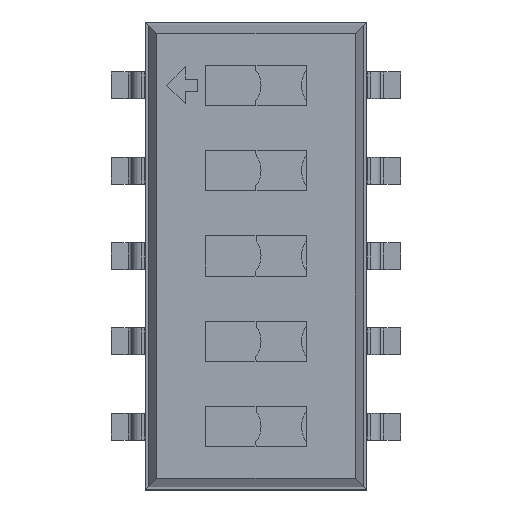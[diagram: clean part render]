
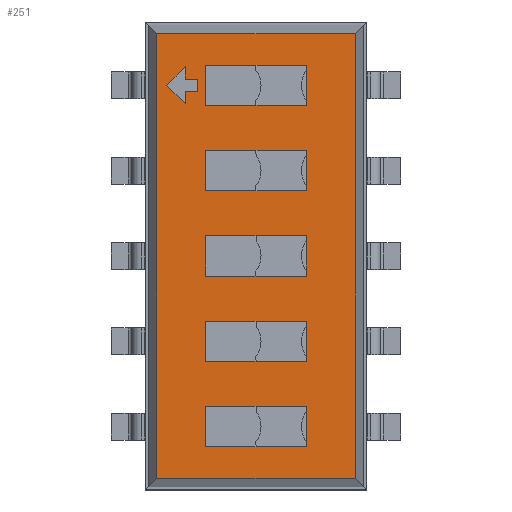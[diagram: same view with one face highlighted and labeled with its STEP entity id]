
A CAD part, top view. The second image highlights one B-rep face of the part: STEP entity #251.
In plain terms, the highlighted planar face has unit normal (0, 0, 1).
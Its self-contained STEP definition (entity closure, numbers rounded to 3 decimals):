
#26=VECTOR('',#27,1.);
#27=DIRECTION('',(0.,1.,0.));
#50=VECTOR('',#51,1.);
#51=DIRECTION('',(-1.,0.,0.));
#57=VECTOR('',#58,1.);
#58=DIRECTION('',(0.,-1.,0.));
#62=VECTOR('',#63,1.);
#63=DIRECTION('',(1.,0.,0.));
#66=DIRECTION('',(0.,0.,-1.));
#201=VERTEX_POINT('',#202);
#202=CARTESIAN_POINT('',(2.956,6.621,2.6));
#204=ORIENTED_EDGE('',*,*,#205,.F.);
#205=EDGE_CURVE('',#206,#201,#208,.T.);
#206=VERTEX_POINT('',#207);
#207=CARTESIAN_POINT('',(2.956,-6.621,2.6));
#208=LINE('',#207,#26);
#243=VERTEX_POINT('',#244);
#244=CARTESIAN_POINT('',(-2.956,6.621,2.6));
#246=ORIENTED_EDGE('',*,*,#247,.F.);
#247=EDGE_CURVE('',#201,#243,#248,.T.);
#248=LINE('',#202,#50);
#251=ADVANCED_FACE('',(#252,#262,#309,#347,#385,#423,#461),#499,.F.);
#252=FACE_BOUND('',#253,.F.);
#253=EDGE_LOOP('',(#204,#254,#259,#246));
#254=ORIENTED_EDGE('',*,*,#255,.F.);
#255=EDGE_CURVE('',#256,#206,#258,.T.);
#256=VERTEX_POINT('',#257);
#257=CARTESIAN_POINT('',(-2.956,-6.621,2.6));
#258=LINE('',#257,#62);
#259=ORIENTED_EDGE('',*,*,#260,.F.);
#260=EDGE_CURVE('',#243,#256,#261,.T.);
#261=LINE('',#244,#57);
#262=FACE_BOUND('',#263,.F.);
#263=EDGE_LOOP('',(#264,#273,#280,#287,#294,#299,#306));
#264=ORIENTED_EDGE('',*,*,#265,.T.);
#265=EDGE_CURVE('',#266,#268,#270,.T.);
#266=VERTEX_POINT('',#267);
#267=CARTESIAN_POINT('',(-2.106,5.63,2.6));
#268=VERTEX_POINT('',#269);
#269=CARTESIAN_POINT('',(-2.656,5.08,2.6));
#270=LINE('',#267,#271);
#271=VECTOR('',#272,1.);
#272=DIRECTION('',(-0.707,-0.707,0.));
#273=ORIENTED_EDGE('',*,*,#274,.T.);
#274=EDGE_CURVE('',#268,#275,#277,.T.);
#275=VERTEX_POINT('',#276);
#276=CARTESIAN_POINT('',(-2.106,4.53,2.6));
#277=LINE('',#269,#278);
#278=VECTOR('',#279,1.);
#279=DIRECTION('',(0.707,-0.707,0.));
#280=ORIENTED_EDGE('',*,*,#281,.T.);
#281=EDGE_CURVE('',#275,#282,#284,.T.);
#282=VERTEX_POINT('',#283);
#283=CARTESIAN_POINT('',(-2.106,4.897,2.6));
#284=LINE('',#276,#285);
#285=VECTOR('',#286,1.);
#286=DIRECTION('',(0.,1.,0.));
#287=ORIENTED_EDGE('',*,*,#288,.T.);
#288=EDGE_CURVE('',#282,#289,#291,.T.);
#289=VERTEX_POINT('',#290);
#290=CARTESIAN_POINT('',(-1.739,4.897,2.6));
#291=LINE('',#283,#292);
#292=VECTOR('',#293,1.);
#293=DIRECTION('',(1.,0.,0.));
#294=ORIENTED_EDGE('',*,*,#295,.T.);
#295=EDGE_CURVE('',#289,#296,#298,.T.);
#296=VERTEX_POINT('',#297);
#297=CARTESIAN_POINT('',(-1.739,5.263,2.6));
#298=LINE('',#290,#285);
#299=ORIENTED_EDGE('',*,*,#300,.T.);
#300=EDGE_CURVE('',#296,#301,#303,.T.);
#301=VERTEX_POINT('',#302);
#302=CARTESIAN_POINT('',(-2.106,5.263,2.6));
#303=LINE('',#297,#304);
#304=VECTOR('',#305,1.);
#305=DIRECTION('',(-1.,0.,0.));
#306=ORIENTED_EDGE('',*,*,#307,.T.);
#307=EDGE_CURVE('',#301,#266,#308,.T.);
#308=LINE('',#302,#285);
#309=FACE_BOUND('',#310,.F.);
#310=EDGE_LOOP('',(#311,#318,#322,#327,#332,#336,#341,#345));
#311=ORIENTED_EDGE('',*,*,#312,.T.);
#312=EDGE_CURVE('',#313,#315,#317,.T.);
#313=VERTEX_POINT('',#314);
#314=CARTESIAN_POINT('',(1.5,5.68,2.6));
#315=VERTEX_POINT('',#316);
#316=CARTESIAN_POINT('',(0.,5.68,2.6));
#317=LINE('',#314,#50);
#318=ORIENTED_EDGE('',*,*,#319,.T.);
#319=EDGE_CURVE('',#315,#320,#317,.T.);
#320=VERTEX_POINT('',#321);
#321=CARTESIAN_POINT('',(-1.5,5.68,2.6));
#322=ORIENTED_EDGE('',*,*,#323,.T.);
#323=EDGE_CURVE('',#320,#324,#326,.T.);
#324=VERTEX_POINT('',#325);
#325=CARTESIAN_POINT('',(-1.5,4.48,2.6));
#326=LINE('',#321,#57);
#327=ORIENTED_EDGE('',*,*,#328,.T.);
#328=EDGE_CURVE('',#324,#329,#331,.T.);
#329=VERTEX_POINT('',#330);
#330=CARTESIAN_POINT('',(0.,4.48,2.6));
#331=LINE('',#325,#62);
#332=ORIENTED_EDGE('',*,*,#333,.T.);
#333=EDGE_CURVE('',#329,#334,#331,.T.);
#334=VERTEX_POINT('',#335);
#335=CARTESIAN_POINT('',(1.5,4.48,2.6));
#336=ORIENTED_EDGE('',*,*,#337,.T.);
#337=EDGE_CURVE('',#334,#338,#340,.T.);
#338=VERTEX_POINT('',#339);
#339=CARTESIAN_POINT('',(1.5,4.63,2.6));
#340=LINE('',#335,#26);
#341=ORIENTED_EDGE('',*,*,#342,.T.);
#342=EDGE_CURVE('',#338,#343,#340,.T.);
#343=VERTEX_POINT('',#344);
#344=CARTESIAN_POINT('',(1.5,5.53,2.6));
#345=ORIENTED_EDGE('',*,*,#346,.T.);
#346=EDGE_CURVE('',#343,#313,#340,.T.);
#347=FACE_BOUND('',#348,.F.);
#348=EDGE_LOOP('',(#349,#356,#360,#364,#369,#373,#378,#383));
#349=ORIENTED_EDGE('',*,*,#350,.T.);
#350=EDGE_CURVE('',#351,#353,#355,.T.);
#351=VERTEX_POINT('',#352);
#352=CARTESIAN_POINT('',(1.5,1.94,2.6));
#353=VERTEX_POINT('',#354);
#354=CARTESIAN_POINT('',(1.5,2.09,2.6));
#355=LINE('',#352,#26);
#356=ORIENTED_EDGE('',*,*,#357,.T.);
#357=EDGE_CURVE('',#353,#358,#355,.T.);
#358=VERTEX_POINT('',#359);
#359=CARTESIAN_POINT('',(1.5,2.99,2.6));
#360=ORIENTED_EDGE('',*,*,#361,.T.);
#361=EDGE_CURVE('',#358,#362,#355,.T.);
#362=VERTEX_POINT('',#363);
#363=CARTESIAN_POINT('',(1.5,3.14,2.6));
#364=ORIENTED_EDGE('',*,*,#365,.T.);
#365=EDGE_CURVE('',#362,#366,#368,.T.);
#366=VERTEX_POINT('',#367);
#367=CARTESIAN_POINT('',(0.,3.14,2.6));
#368=LINE('',#363,#50);
#369=ORIENTED_EDGE('',*,*,#370,.T.);
#370=EDGE_CURVE('',#366,#371,#368,.T.);
#371=VERTEX_POINT('',#372);
#372=CARTESIAN_POINT('',(-1.5,3.14,2.6));
#373=ORIENTED_EDGE('',*,*,#374,.T.);
#374=EDGE_CURVE('',#371,#375,#377,.T.);
#375=VERTEX_POINT('',#376);
#376=CARTESIAN_POINT('',(-1.5,1.94,2.6));
#377=LINE('',#372,#57);
#378=ORIENTED_EDGE('',*,*,#379,.T.);
#379=EDGE_CURVE('',#375,#380,#382,.T.);
#380=VERTEX_POINT('',#381);
#381=CARTESIAN_POINT('',(0.,1.94,2.6));
#382=LINE('',#376,#62);
#383=ORIENTED_EDGE('',*,*,#384,.T.);
#384=EDGE_CURVE('',#380,#351,#382,.T.);
#385=FACE_BOUND('',#386,.F.);
#386=EDGE_LOOP('',(#387,#394,#399,#403,#408,#412,#416,#421));
#387=ORIENTED_EDGE('',*,*,#388,.T.);
#388=EDGE_CURVE('',#389,#391,#393,.T.);
#389=VERTEX_POINT('',#390);
#390=CARTESIAN_POINT('',(-1.5,-4.48,2.6));
#391=VERTEX_POINT('',#392);
#392=CARTESIAN_POINT('',(-1.5,-5.68,2.6));
#393=LINE('',#390,#57);
#394=ORIENTED_EDGE('',*,*,#395,.T.);
#395=EDGE_CURVE('',#391,#396,#398,.T.);
#396=VERTEX_POINT('',#397);
#397=CARTESIAN_POINT('',(0.,-5.68,2.6));
#398=LINE('',#392,#62);
#399=ORIENTED_EDGE('',*,*,#400,.T.);
#400=EDGE_CURVE('',#396,#401,#398,.T.);
#401=VERTEX_POINT('',#402);
#402=CARTESIAN_POINT('',(1.5,-5.68,2.6));
#403=ORIENTED_EDGE('',*,*,#404,.T.);
#404=EDGE_CURVE('',#401,#405,#407,.T.);
#405=VERTEX_POINT('',#406);
#406=CARTESIAN_POINT('',(1.5,-5.53,2.6));
#407=LINE('',#402,#26);
#408=ORIENTED_EDGE('',*,*,#409,.T.);
#409=EDGE_CURVE('',#405,#410,#407,.T.);
#410=VERTEX_POINT('',#411);
#411=CARTESIAN_POINT('',(1.5,-4.63,2.6));
#412=ORIENTED_EDGE('',*,*,#413,.T.);
#413=EDGE_CURVE('',#410,#414,#407,.T.);
#414=VERTEX_POINT('',#415);
#415=CARTESIAN_POINT('',(1.5,-4.48,2.6));
#416=ORIENTED_EDGE('',*,*,#417,.T.);
#417=EDGE_CURVE('',#414,#418,#420,.T.);
#418=VERTEX_POINT('',#419);
#419=CARTESIAN_POINT('',(0.,-4.48,2.6));
#420=LINE('',#415,#50);
#421=ORIENTED_EDGE('',*,*,#422,.T.);
#422=EDGE_CURVE('',#418,#389,#420,.T.);
#423=FACE_BOUND('',#424,.F.);
#424=EDGE_LOOP('',(#425,#432,#436,#441,#445,#449,#454,#458));
#425=ORIENTED_EDGE('',*,*,#426,.T.);
#426=EDGE_CURVE('',#427,#429,#431,.T.);
#427=VERTEX_POINT('',#428);
#428=CARTESIAN_POINT('',(-1.5,-3.14,2.6));
#429=VERTEX_POINT('',#430);
#430=CARTESIAN_POINT('',(0.,-3.14,2.6));
#431=LINE('',#428,#62);
#432=ORIENTED_EDGE('',*,*,#433,.T.);
#433=EDGE_CURVE('',#429,#434,#431,.T.);
#434=VERTEX_POINT('',#435);
#435=CARTESIAN_POINT('',(1.5,-3.14,2.6));
#436=ORIENTED_EDGE('',*,*,#437,.T.);
#437=EDGE_CURVE('',#434,#438,#440,.T.);
#438=VERTEX_POINT('',#439);
#439=CARTESIAN_POINT('',(1.5,-2.99,2.6));
#440=LINE('',#435,#26);
#441=ORIENTED_EDGE('',*,*,#442,.T.);
#442=EDGE_CURVE('',#438,#443,#440,.T.);
#443=VERTEX_POINT('',#444);
#444=CARTESIAN_POINT('',(1.5,-2.09,2.6));
#445=ORIENTED_EDGE('',*,*,#446,.T.);
#446=EDGE_CURVE('',#443,#447,#440,.T.);
#447=VERTEX_POINT('',#448);
#448=CARTESIAN_POINT('',(1.5,-1.94,2.6));
#449=ORIENTED_EDGE('',*,*,#450,.T.);
#450=EDGE_CURVE('',#447,#451,#453,.T.);
#451=VERTEX_POINT('',#452);
#452=CARTESIAN_POINT('',(0.,-1.94,2.6));
#453=LINE('',#448,#50);
#454=ORIENTED_EDGE('',*,*,#455,.T.);
#455=EDGE_CURVE('',#451,#456,#453,.T.);
#456=VERTEX_POINT('',#457);
#457=CARTESIAN_POINT('',(-1.5,-1.94,2.6));
#458=ORIENTED_EDGE('',*,*,#459,.T.);
#459=EDGE_CURVE('',#456,#427,#460,.T.);
#460=LINE('',#457,#57);
#461=FACE_BOUND('',#462,.F.);
#462=EDGE_LOOP('',(#463,#470,#474,#478,#483,#487,#492,#497));
#463=ORIENTED_EDGE('',*,*,#464,.T.);
#464=EDGE_CURVE('',#465,#467,#469,.T.);
#465=VERTEX_POINT('',#466);
#466=CARTESIAN_POINT('',(1.5,-0.6,2.6));
#467=VERTEX_POINT('',#468);
#468=CARTESIAN_POINT('',(1.5,-0.45,2.6));
#469=LINE('',#466,#26);
#470=ORIENTED_EDGE('',*,*,#471,.T.);
#471=EDGE_CURVE('',#467,#472,#469,.T.);
#472=VERTEX_POINT('',#473);
#473=CARTESIAN_POINT('',(1.5,0.45,2.6));
#474=ORIENTED_EDGE('',*,*,#475,.T.);
#475=EDGE_CURVE('',#472,#476,#469,.T.);
#476=VERTEX_POINT('',#477);
#477=CARTESIAN_POINT('',(1.5,0.6,2.6));
#478=ORIENTED_EDGE('',*,*,#479,.T.);
#479=EDGE_CURVE('',#476,#480,#482,.T.);
#480=VERTEX_POINT('',#481);
#481=CARTESIAN_POINT('',(0.,0.6,2.6));
#482=LINE('',#477,#50);
#483=ORIENTED_EDGE('',*,*,#484,.T.);
#484=EDGE_CURVE('',#480,#485,#482,.T.);
#485=VERTEX_POINT('',#486);
#486=CARTESIAN_POINT('',(-1.5,0.6,2.6));
#487=ORIENTED_EDGE('',*,*,#488,.T.);
#488=EDGE_CURVE('',#485,#489,#491,.T.);
#489=VERTEX_POINT('',#490);
#490=CARTESIAN_POINT('',(-1.5,-0.6,2.6));
#491=LINE('',#486,#57);
#492=ORIENTED_EDGE('',*,*,#493,.T.);
#493=EDGE_CURVE('',#489,#494,#496,.T.);
#494=VERTEX_POINT('',#495);
#495=CARTESIAN_POINT('',(0.,-0.6,2.6));
#496=LINE('',#490,#62);
#497=ORIENTED_EDGE('',*,*,#498,.T.);
#498=EDGE_CURVE('',#494,#465,#496,.T.);
#499=PLANE('',#500);
#500=AXIS2_PLACEMENT_3D('',#207,#66,#501);
#501=DIRECTION('',(-0.408,0.913,0.));
